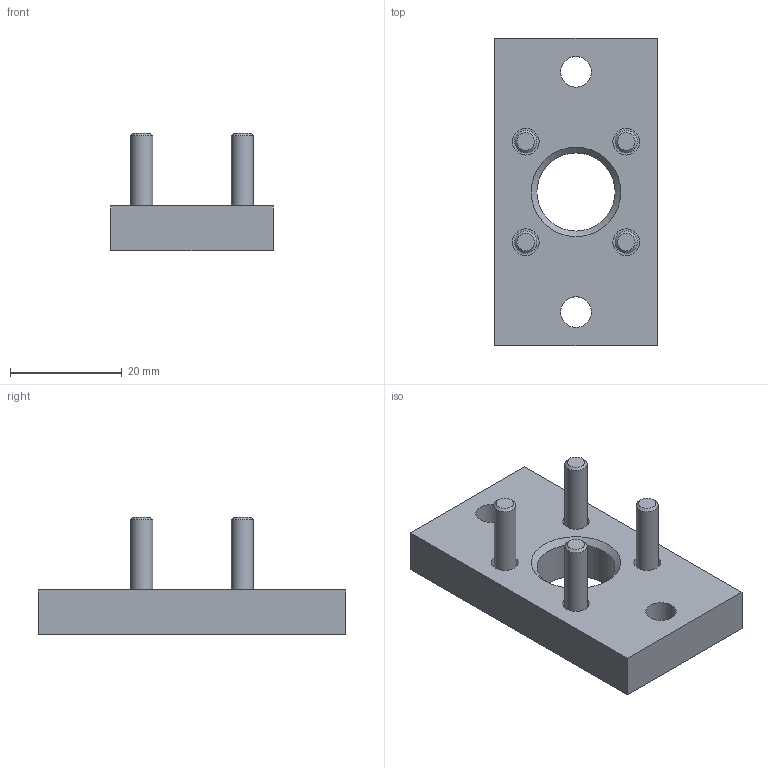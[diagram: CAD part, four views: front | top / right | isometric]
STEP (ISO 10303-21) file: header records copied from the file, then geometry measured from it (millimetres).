
FILE_DESCRIPTION(/* description */ ('STEP AP214'),/* implementation_level */ '2;1');
FILE_NAME(/* name */ '537246_FNC-16',/* time_stamp */ '2024-08-22T09:16:30+02:00',/* author */ ('License CC BY-ND 4.0'),/* organization */ ('CADENAS'),/* preprocessor_version */ 'ST-DEVELOPER v19.3',/* originating_system */ 'PARTsolutions',/* authorisation */ ' ');
FILE_SCHEMA (('AUTOMOTIVE_DESIGN {1 0 10303 214 3 1 1}'));
Length unit declared in the file: millimetre
Products named in the file (3): 537246 FNC-16; 537246 FNC-16---(F); DIN-6912 - M4x16(F)
Assembly tree (5 placements, depth 2):
  537246 FNC-16
    537246 FNC-16---(F)
    DIN-6912 - M4x16(F)  x4
Bounding box: 29 x 55 x 21 mm (x, y, z)
Volume: 11048.2 mm3; surface area: 6692.6 mm2
Topology: 5 solids, 5 shells, 138 faces, 267 edges, 147 vertices
Faces by surface type: plane 70, cone 37, cylinder 23, torus 8
Full cylindrical faces by diameter (mm): 2 x4, 4 x4, 4.8 x4, 5.5 x2, 7 x4, 8 x4, 14 x1
Entity records: 1334 total; most frequent: DIRECTION 232, CARTESIAN_POINT 220, ORIENTED_EDGE 160, AXIS2_PLACEMENT_3D 101, FACE_BOUND 91, EDGE_LOOP 90, EDGE_CURVE 80, VERTEX_POINT 59
